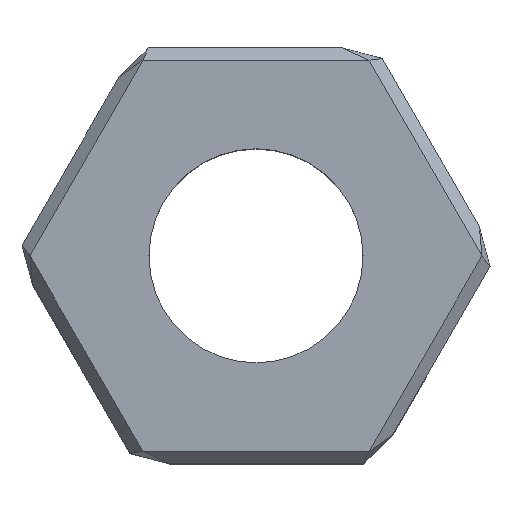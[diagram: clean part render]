
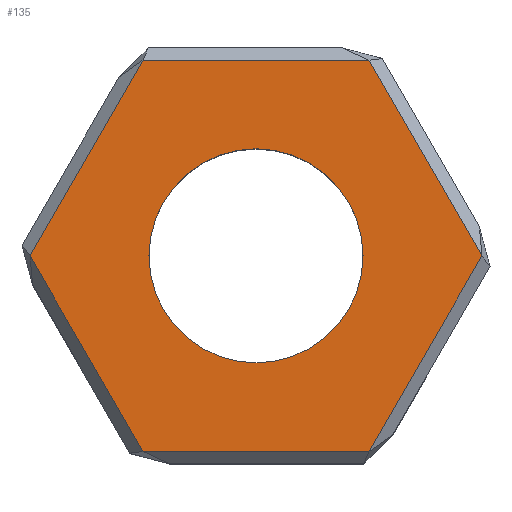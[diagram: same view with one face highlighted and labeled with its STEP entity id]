
A CAD part, top view. The second image highlights one B-rep face of the part: STEP entity #135.
In plain terms, the highlighted planar face has unit normal (0, 0, 1).
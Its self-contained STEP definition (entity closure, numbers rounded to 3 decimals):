
#25 = PLANE ( 'NONE',  #580 ) ;
#26 = VERTEX_POINT ( 'NONE', #551 ) ;
#40 = DIRECTION ( 'NONE',  ( 1., 0., 0. ) ) ;
#103 = FACE_OUTER_BOUND ( 'NONE', #365, .T. ) ;
#135 = ADVANCED_FACE ( 'NONE', ( #103, #653 ), #25, .T. ) ;
#142 = VERTEX_POINT ( 'NONE', #646 ) ;
#145 = AXIS2_PLACEMENT_3D ( 'NONE', #417, #723, #40 ) ;
#152 = ORIENTED_EDGE ( 'NONE', *, *, #974, .F. ) ;
#168 = EDGE_CURVE ( 'NONE', #928, #476, #177, .T. ) ;
#177 = CIRCLE ( 'NONE', #145, 1.75 ) ;
#207 = LINE ( 'NONE', #359, #783 ) ;
#212 = CARTESIAN_POINT ( 'NONE',  ( 0., 0., 3. ) ) ;
#223 = VERTEX_POINT ( 'NONE', #805 ) ;
#250 = ORIENTED_EDGE ( 'NONE', *, *, #657, .T. ) ;
#267 = CARTESIAN_POINT ( 'NONE',  ( -1.79, -3.3, 3. ) ) ;
#280 = DIRECTION ( 'NONE',  ( -0.5, -0.866, 0. ) ) ;
#301 = ORIENTED_EDGE ( 'NONE', *, *, #815, .T. ) ;
#308 = CARTESIAN_POINT ( 'NONE',  ( 1.75, 0., 3. ) ) ;
#315 = ORIENTED_EDGE ( 'NONE', *, *, #433, .T. ) ;
#331 = LINE ( 'NONE', #335, #694 ) ;
#335 = CARTESIAN_POINT ( 'NONE',  ( 1.79, 3.3, 3. ) ) ;
#359 = CARTESIAN_POINT ( 'NONE',  ( 1.963, -3.2, 3. ) ) ;
#365 = EDGE_LOOP ( 'NONE', ( #250, #301, #315, #534, #689, #697 ) ) ;
#391 = EDGE_CURVE ( 'NONE', #822, #223, #207, .T. ) ;
#407 = CIRCLE ( 'NONE', #988, 1.75 ) ;
#417 = CARTESIAN_POINT ( 'NONE',  ( 0., 0., 3. ) ) ;
#422 = VECTOR ( 'NONE', #470, 1000. ) ;
#430 = CARTESIAN_POINT ( 'NONE',  ( 0., 0., 3. ) ) ;
#433 = EDGE_CURVE ( 'NONE', #142, #632, #941, .T. ) ;
#470 = DIRECTION ( 'NONE',  ( 0.5, -0.866, 0. ) ) ;
#476 = VERTEX_POINT ( 'NONE', #308 ) ;
#491 = VECTOR ( 'NONE', #789, 1000. ) ;
#494 = CARTESIAN_POINT ( 'NONE',  ( -3.695, 0., 3. ) ) ;
#520 = DIRECTION ( 'NONE',  ( 1., 0., 0. ) ) ;
#524 = VERTEX_POINT ( 'NONE', #543 ) ;
#534 = ORIENTED_EDGE ( 'NONE', *, *, #714, .T. ) ;
#543 = CARTESIAN_POINT ( 'NONE',  ( 3.695, 0., 3. ) ) ;
#551 = CARTESIAN_POINT ( 'NONE',  ( 1.848, 3.2, 3. ) ) ;
#568 = DIRECTION ( 'NONE',  ( -0.5, 0.866, 0. ) ) ;
#580 = AXIS2_PLACEMENT_3D ( 'NONE', #430, #729, #787 ) ;
#628 = EDGE_CURVE ( 'NONE', #223, #524, #929, .T. ) ;
#632 = VERTEX_POINT ( 'NONE', #494 ) ;
#644 = LINE ( 'NONE', #267, #422 ) ;
#646 = CARTESIAN_POINT ( 'NONE',  ( -1.848, 3.2, 3. ) ) ;
#653 = FACE_BOUND ( 'NONE', #788, .T. ) ;
#657 = EDGE_CURVE ( 'NONE', #524, #26, #331, .T. ) ;
#666 = CARTESIAN_POINT ( 'NONE',  ( -1.848, -3.2, 3. ) ) ;
#689 = ORIENTED_EDGE ( 'NONE', *, *, #391, .T. ) ;
#694 = VECTOR ( 'NONE', #568, 1000. ) ;
#697 = ORIENTED_EDGE ( 'NONE', *, *, #628, .T. ) ;
#714 = EDGE_CURVE ( 'NONE', #632, #822, #644, .T. ) ;
#723 = DIRECTION ( 'NONE',  ( 0., 0., 1. ) ) ;
#727 = LINE ( 'NONE', #881, #798 ) ;
#729 = DIRECTION ( 'NONE',  ( 0., 0., 1. ) ) ;
#744 = ORIENTED_EDGE ( 'NONE', *, *, #168, .F. ) ;
#783 = VECTOR ( 'NONE', #520, 1000. ) ;
#787 = DIRECTION ( 'NONE',  ( 1., 0., 0. ) ) ;
#788 = EDGE_LOOP ( 'NONE', ( #152, #744 ) ) ;
#789 = DIRECTION ( 'NONE',  ( 0.5, 0.866, 0. ) ) ;
#798 = VECTOR ( 'NONE', #959, 1000. ) ;
#805 = CARTESIAN_POINT ( 'NONE',  ( 1.848, -3.2, 3. ) ) ;
#814 = CARTESIAN_POINT ( 'NONE',  ( -3.753, -0.1, 3. ) ) ;
#815 = EDGE_CURVE ( 'NONE', #26, #142, #727, .T. ) ;
#822 = VERTEX_POINT ( 'NONE', #666 ) ;
#829 = CARTESIAN_POINT ( 'NONE',  ( -1.75, 0., 3. ) ) ;
#853 = CARTESIAN_POINT ( 'NONE',  ( 3.753, 0.1, 3. ) ) ;
#881 = CARTESIAN_POINT ( 'NONE',  ( -1.963, 3.2, 3. ) ) ;
#888 = VECTOR ( 'NONE', #280, 1000. ) ;
#908 = DIRECTION ( 'NONE',  ( 0., 0., 1. ) ) ;
#928 = VERTEX_POINT ( 'NONE', #829 ) ;
#929 = LINE ( 'NONE', #853, #491 ) ;
#941 = LINE ( 'NONE', #814, #888 ) ;
#959 = DIRECTION ( 'NONE',  ( -1., 0., 0. ) ) ;
#974 = EDGE_CURVE ( 'NONE', #476, #928, #407, .T. ) ;
#977 = DIRECTION ( 'NONE',  ( 1., 0., 0. ) ) ;
#988 = AXIS2_PLACEMENT_3D ( 'NONE', #212, #908, #977 ) ;
